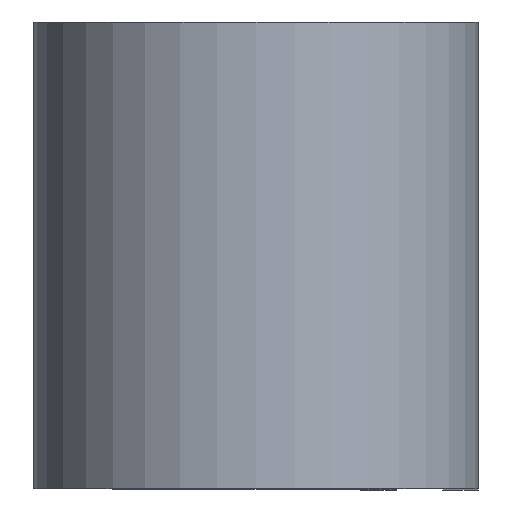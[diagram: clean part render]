
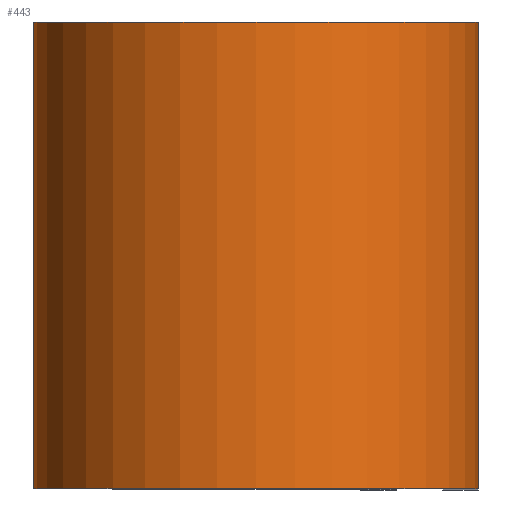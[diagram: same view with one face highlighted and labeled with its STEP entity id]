
A CAD part, top view. The second image highlights one B-rep face of the part: STEP entity #443.
In plain terms, the highlighted cylindrical face has radius 7.569 mm (diameter 15.138 mm), a partial arc.
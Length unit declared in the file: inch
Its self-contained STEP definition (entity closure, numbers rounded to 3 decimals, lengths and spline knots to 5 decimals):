
#1 = AXIS2_PLACEMENT_3D ( 'NONE', #556, #271, #607 ) ;
#22 = CARTESIAN_POINT ( 'NONE',  ( 0.298, -0.3125, 0. ) ) ;
#40 = EDGE_CURVE ( 'NONE', #574, #321, #392, .T. ) ;
#91 = VECTOR ( 'NONE', #274, 39.37008 ) ;
#102 = LINE ( 'NONE', #114, #91 ) ;
#114 = CARTESIAN_POINT ( 'NONE',  ( 0., 0.3125, -0.298 ) ) ;
#117 = DIRECTION ( 'NONE',  ( 1., 0., 0. ) ) ;
#137 = DIRECTION ( 'NONE',  ( 0., 0., -1. ) ) ;
#139 = EDGE_CURVE ( 'NONE', #480, #321, #284, .T. ) ;
#150 = DIRECTION ( 'NONE',  ( 0., -1., 0. ) ) ;
#151 = ORIENTED_EDGE ( 'NONE', *, *, #40, .F. ) ;
#168 = CARTESIAN_POINT ( 'NONE',  ( 0., 0.3125, 0. ) ) ;
#192 = DIRECTION ( 'NONE',  ( 0., -1., 0. ) ) ;
#200 = FACE_OUTER_BOUND ( 'NONE', #632, .T. ) ;
#259 = AXIS2_PLACEMENT_3D ( 'NONE', #168, #192, #137 ) ;
#261 = CIRCLE ( 'NONE', #597, 0.298 ) ;
#269 = CARTESIAN_POINT ( 'NONE',  ( 0., 0.3125, 0. ) ) ;
#271 = DIRECTION ( 'NONE',  ( 0., 1., 0. ) ) ;
#274 = DIRECTION ( 'NONE',  ( 0., -1., 0. ) ) ;
#278 = EDGE_CURVE ( 'NONE', #454, #480, #102, .T. ) ;
#284 = CIRCLE ( 'NONE', #1, 0.298 ) ;
#299 = ORIENTED_EDGE ( 'NONE', *, *, #139, .T. ) ;
#321 = VERTEX_POINT ( 'NONE', #22 ) ;
#326 = EDGE_CURVE ( 'NONE', #454, #574, #261, .T. ) ;
#340 = CARTESIAN_POINT ( 'NONE',  ( 0., 0.3125, -0.298 ) ) ;
#363 = DIRECTION ( 'NONE',  ( 0., 1., 0. ) ) ;
#391 = VECTOR ( 'NONE', #150, 39.37008 ) ;
#392 = LINE ( 'NONE', #460, #391 ) ;
#430 = CARTESIAN_POINT ( 'NONE',  ( 0., -0.3125, -0.298 ) ) ;
#443 = ADVANCED_FACE ( 'NONE', ( #200 ), #457, .T. ) ;
#454 = VERTEX_POINT ( 'NONE', #340 ) ;
#457 = CYLINDRICAL_SURFACE ( 'NONE', #259, 0.298 ) ;
#460 = CARTESIAN_POINT ( 'NONE',  ( 0.298, 0.3125, 0. ) ) ;
#467 = ORIENTED_EDGE ( 'NONE', *, *, #326, .F. ) ;
#479 = ORIENTED_EDGE ( 'NONE', *, *, #278, .T. ) ;
#480 = VERTEX_POINT ( 'NONE', #430 ) ;
#526 = CARTESIAN_POINT ( 'NONE',  ( 0.298, 0.3125, 0. ) ) ;
#556 = CARTESIAN_POINT ( 'NONE',  ( 0., -0.3125, 0. ) ) ;
#574 = VERTEX_POINT ( 'NONE', #526 ) ;
#597 = AXIS2_PLACEMENT_3D ( 'NONE', #269, #363, #117 ) ;
#607 = DIRECTION ( 'NONE',  ( 1., 0., 0. ) ) ;
#632 = EDGE_LOOP ( 'NONE', ( #299, #151, #467, #479 ) ) ;
